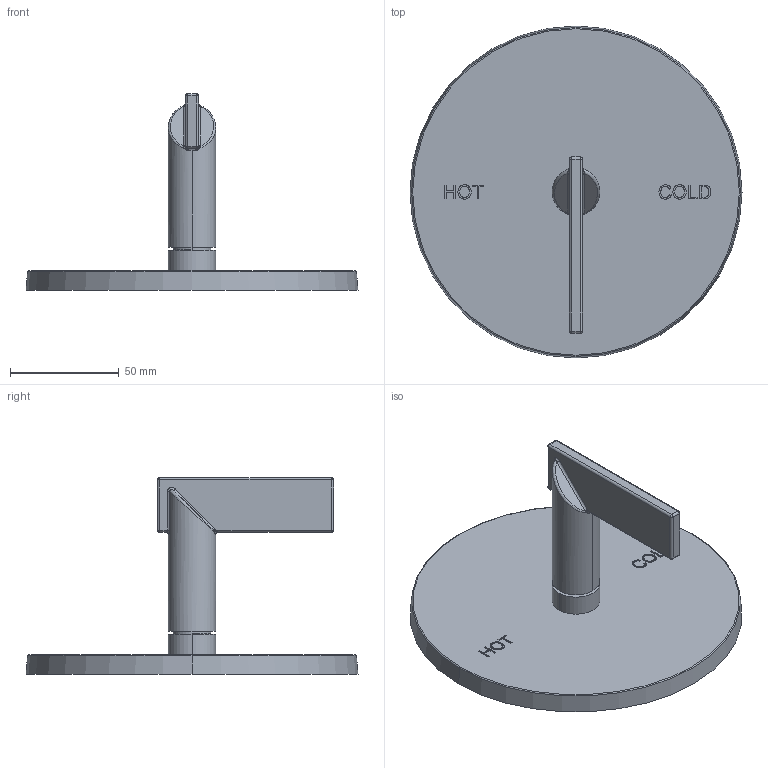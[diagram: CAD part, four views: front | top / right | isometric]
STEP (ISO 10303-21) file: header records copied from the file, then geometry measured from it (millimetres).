
FILE_DESCRIPTION((''),'2;1');
FILE_NAME('4-2494BP','2021-06-04T12:15:01',('jinson.thomas'),(''),'CREO PARAMETRIC BY PTC INC, 2018400','CREO PARAMETRIC BY PTC INC, 2018400','');
FILE_SCHEMA(('CONFIG_CONTROL_DESIGN'));
Length unit declared in the file: inch
Products named in the file (1): 4-2494BP
Bounding box: 152.4 x 152.4 x 90.17 mm (x, y, z)
Volume: 196040.5 mm3; surface area: 49568.2 mm2
Topology: 1 solids, 1 shells, 183 faces, 466 edges, 298 vertices
Faces by surface type: extrusion 76, plane 57, cylinder 24, bspline 12, sphere 8, torus 4, cone 2
Entity records: 6747 total; most frequent: CARTESIAN_POINT 2641, ORIENTED_EDGE 932, DIRECTION 616, EDGE_CURVE 466, VECTOR 300, VERTEX_POINT 298, B_SPLINE_CURVE_WITH_KNOTS 255, LINE 224
